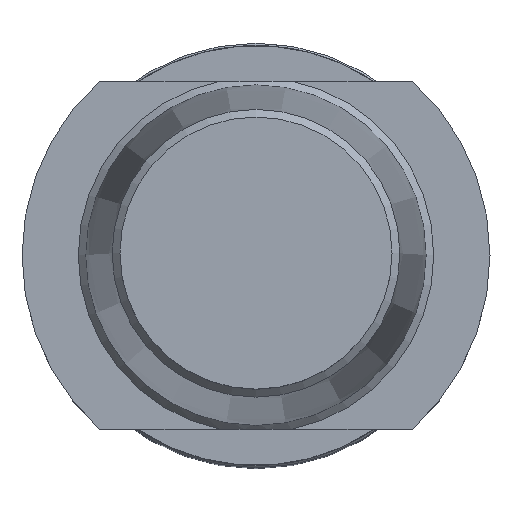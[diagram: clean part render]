
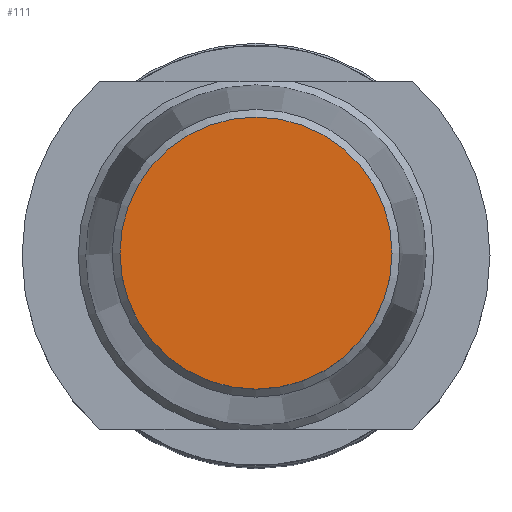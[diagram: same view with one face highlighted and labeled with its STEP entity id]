
A CAD part, top view. The second image highlights one B-rep face of the part: STEP entity #111.
In plain terms, the highlighted planar face has unit normal (0, 0, 1).
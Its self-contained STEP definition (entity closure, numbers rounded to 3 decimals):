
#111=ADVANCED_FACE('240[2]',(#297),#298,.T.);
#152=EDGE_CURVE('240[2]',#360,#360,#361,.T.);
#297=FACE_OUTER_BOUND('',#547,.T.);
#298=PLANE('',#548);
#360=VERTEX_POINT('',#704);
#361=CIRCLE('',#705,12.5);
#547=EDGE_LOOP('',(#1010));
#548=AXIS2_PLACEMENT_3D('',#1011,#1012,#1013);
#704=CARTESIAN_POINT('',(-12.5,0.,102.3));
#705=AXIS2_PLACEMENT_3D('',#1079,#1080,#1081);
#1010=ORIENTED_EDGE('',*,*,#152,.F.);
#1011=CARTESIAN_POINT('',(-6.25,0.,102.3));
#1012=DIRECTION('',(0.,0.,1.0));
#1013=DIRECTION('',(1.0,0.,0.));
#1079=CARTESIAN_POINT('',(0.,0.,102.3));
#1080=DIRECTION('',(0.,0.,-1.0));
#1081=DIRECTION('',(-1.0,0.,0.));
